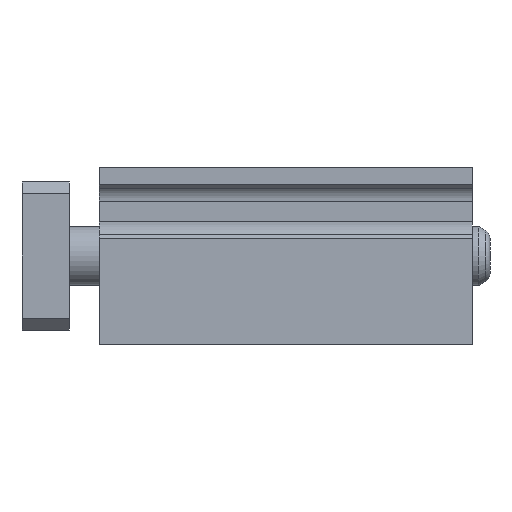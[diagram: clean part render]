
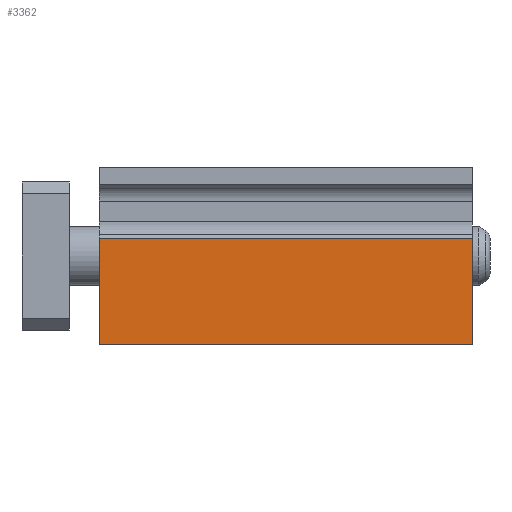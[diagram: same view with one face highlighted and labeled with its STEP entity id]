
A CAD part, front view. The second image highlights one B-rep face of the part: STEP entity #3362.
In plain terms, the highlighted planar face has unit normal (0, -1, 0).
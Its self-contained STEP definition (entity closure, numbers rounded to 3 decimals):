
#133 = PLANE ( 'NONE',  #10311 ) ;
#573 = EDGE_CURVE ( 'NONE', #5164, #3322, #6312, .T. ) ;
#999 = VERTEX_POINT ( 'NONE', #7987 ) ;
#1092 = DIRECTION ( 'NONE',  ( 0., 1., 0. ) ) ;
#1139 = CARTESIAN_POINT ( 'NONE',  ( 63., -34., 3. ) ) ;
#1421 = DIRECTION ( 'NONE',  ( 0., 0., -1. ) ) ;
#1585 = VECTOR ( 'NONE', #9071, 1000. ) ;
#1607 = CARTESIAN_POINT ( 'NONE',  ( 0., -34., 3. ) ) ;
#2779 = LINE ( 'NONE', #7758, #10158 ) ;
#2808 = ORIENTED_EDGE ( 'NONE', *, *, #573, .T. ) ;
#2880 = EDGE_CURVE ( 'NONE', #3116, #3322, #6694, .T. ) ;
#3116 = VERTEX_POINT ( 'NONE', #3661 ) ;
#3322 = VERTEX_POINT ( 'NONE', #3486 ) ;
#3362 = ADVANCED_FACE ( 'NONE', ( #9270 ), #133, .F. ) ;
#3486 = CARTESIAN_POINT ( 'NONE',  ( 0., -34., -15. ) ) ;
#3661 = CARTESIAN_POINT ( 'NONE',  ( 63., -34., -15. ) ) ;
#4411 = EDGE_CURVE ( 'NONE', #999, #5164, #5238, .T. ) ;
#4582 = DIRECTION ( 'NONE',  ( 0., 0., -1. ) ) ;
#5135 = DIRECTION ( 'NONE',  ( 1., 0., 0. ) ) ;
#5164 = VERTEX_POINT ( 'NONE', #1607 ) ;
#5238 = LINE ( 'NONE', #1139, #9792 ) ;
#5928 = ORIENTED_EDGE ( 'NONE', *, *, #8688, .F. ) ;
#5931 = CARTESIAN_POINT ( 'NONE',  ( 63., -34., 3. ) ) ;
#6312 = LINE ( 'NONE', #8897, #8595 ) ;
#6694 = LINE ( 'NONE', #9285, #1585 ) ;
#7758 = CARTESIAN_POINT ( 'NONE',  ( 63., -34., 3. ) ) ;
#7987 = CARTESIAN_POINT ( 'NONE',  ( 63., -34., 3. ) ) ;
#8294 = ORIENTED_EDGE ( 'NONE', *, *, #2880, .F. ) ;
#8595 = VECTOR ( 'NONE', #1421, 1000. ) ;
#8688 = EDGE_CURVE ( 'NONE', #999, #3116, #2779, .T. ) ;
#8897 = CARTESIAN_POINT ( 'NONE',  ( 0., -34., 3. ) ) ;
#9071 = DIRECTION ( 'NONE',  ( -1., 0., 0. ) ) ;
#9270 = FACE_OUTER_BOUND ( 'NONE', #10373, .T. ) ;
#9285 = CARTESIAN_POINT ( 'NONE',  ( 63., -34., -15. ) ) ;
#9372 = DIRECTION ( 'NONE',  ( -1., 0., 0. ) ) ;
#9792 = VECTOR ( 'NONE', #9372, 1000. ) ;
#10158 = VECTOR ( 'NONE', #4582, 1000. ) ;
#10244 = ORIENTED_EDGE ( 'NONE', *, *, #4411, .T. ) ;
#10311 = AXIS2_PLACEMENT_3D ( 'NONE', #5931, #1092, #5135 ) ;
#10373 = EDGE_LOOP ( 'NONE', ( #2808, #8294, #5928, #10244 ) ) ;
